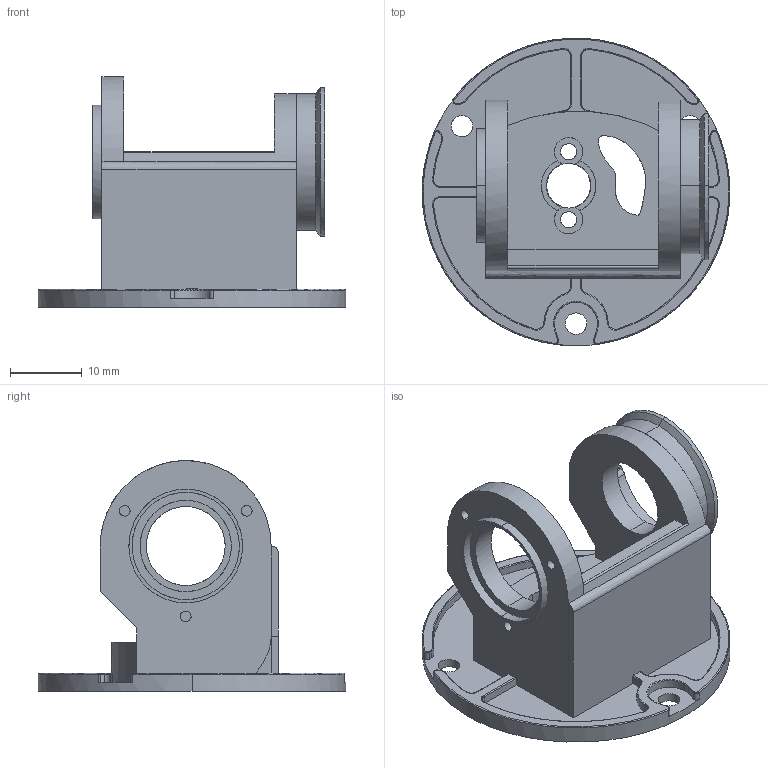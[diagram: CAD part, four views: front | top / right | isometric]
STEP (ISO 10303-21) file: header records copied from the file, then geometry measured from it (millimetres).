
FILE_DESCRIPTION (( 'STEP AP214' ), '1' );
FILE_NAME ('311112-05-B_front.STEP', '2021-10-20T20:01:27', ( '' ), ( '' ), 'SwSTEP 2.0', 'SolidWorks 2020', '' );
FILE_SCHEMA (( 'AUTOMOTIVE_DESIGN' ));
Length unit declared in the file: millimetre
Products named in the file (1): 311112-05-B_front
Bounding box: 43 x 43 x 32.25 mm (x, y, z)
Volume: 7537.1 mm3; surface area: 7664.2 mm2
Topology: 1 solids, 1 shells, 259 faces, 680 edges, 425 vertices
Faces by surface type: bspline 259
Entity records: 10033 total; most frequent: CARTESIAN_POINT 6228, ORIENTED_EDGE 1360, EDGE_CURVE 680, VERTEX_POINT 425, B_SPLINE_CURVE_WITH_KNOTS 403, EDGE_LOOP 285, FACE_OUTER_BOUND 259, ADVANCED_FACE 259
